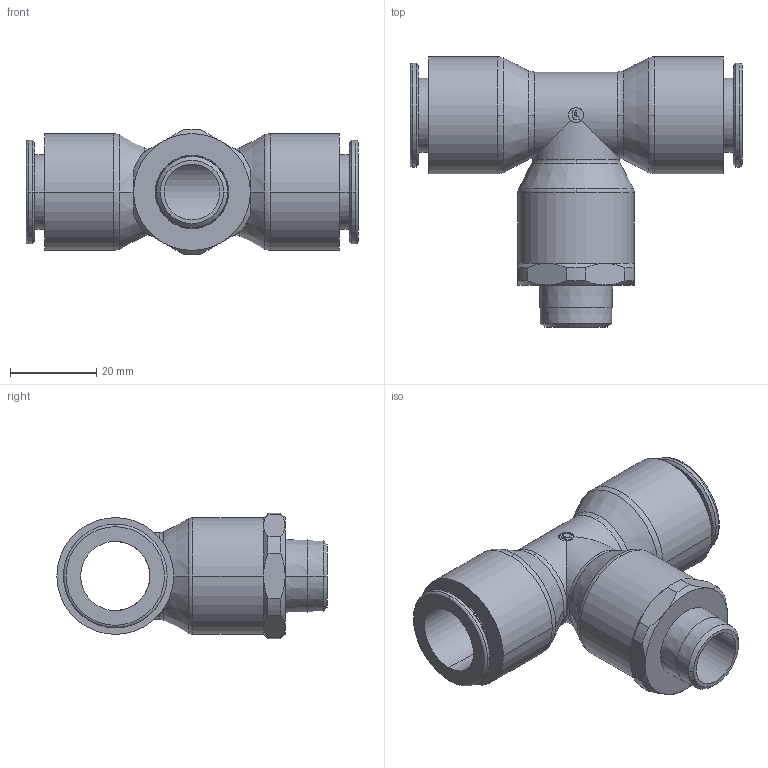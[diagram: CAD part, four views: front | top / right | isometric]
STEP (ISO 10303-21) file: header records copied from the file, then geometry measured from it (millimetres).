
FILE_DESCRIPTION(('STEP AP214'),'1');
FILE_NAME('3108_16_17.stp','2016-07-07T14:16:10',('TraceParts'),('TraceParts S.A.'),'Spatial InterOp 3D',' ',' ');
FILE_SCHEMA(('automotive_design'));
Length unit declared in the file: millimetre
Products named in the file (1): 1
Bounding box: 76.8 x 62.5 x 28.96 mm (x, y, z)
Volume: 30412.1 mm3; surface area: 16421.2 mm2
Topology: 1 solids, 1 shells, 119 faces, 302 edges, 195 vertices
Faces by surface type: cylinder 41, plane 34, cone 28, torus 16
Entity records: 3853 total; most frequent: CARTESIAN_POINT 885, DIRECTION 677, ORIENTED_EDGE 604, EDGE_CURVE 302, AXIS2_PLACEMENT_3D 288, VERTEX_POINT 195, CIRCLE 160, EDGE_LOOP 133
